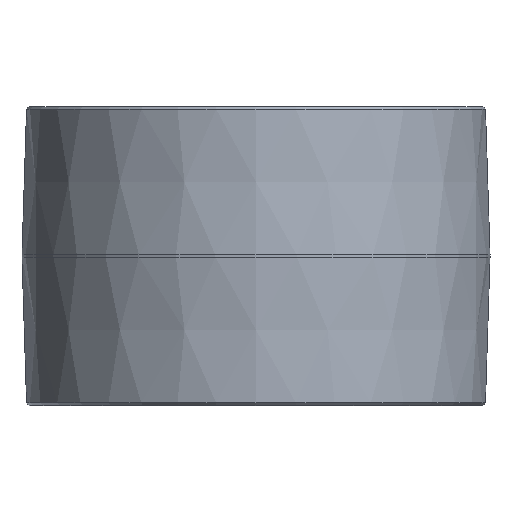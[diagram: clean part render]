
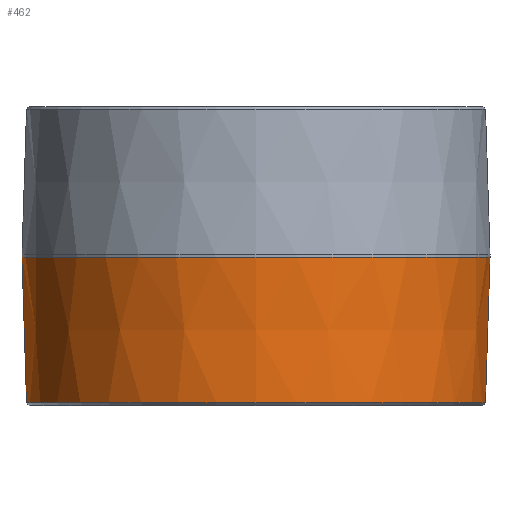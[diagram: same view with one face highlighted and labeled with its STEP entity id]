
A CAD part, front view. The second image highlights one B-rep face of the part: STEP entity #462.
In plain terms, the highlighted conical face has half-angle 1.78 degrees and reference radius 57.15 mm.
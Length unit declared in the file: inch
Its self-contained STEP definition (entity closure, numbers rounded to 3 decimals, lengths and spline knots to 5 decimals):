
#6 = CARTESIAN_POINT ( 'NONE',  ( 0., 0., 0.02499 ) ) ;
#16 = ORIENTED_EDGE ( 'NONE', *, *, #119, .T. ) ;
#28 = ORIENTED_EDGE ( 'NONE', *, *, #175, .F. ) ;
#33 = DIRECTION ( 'NONE',  ( 0.031, 0., 1. ) ) ;
#57 = ORIENTED_EDGE ( 'NONE', *, *, #378, .T. ) ;
#72 = VERTEX_POINT ( 'NONE', #419 ) ;
#84 = CARTESIAN_POINT ( 'NONE',  ( 0., 0., 1.4275 ) ) ;
#89 = DIRECTION ( 'NONE',  ( 0., 0., 1. ) ) ;
#92 = DIRECTION ( 'NONE',  ( 0., 0., -1. ) ) ;
#95 = ORIENTED_EDGE ( 'NONE', *, *, #442, .T. ) ;
#114 = CARTESIAN_POINT ( 'NONE',  ( 2.25, 0., 1.4275 ) ) ;
#119 = EDGE_CURVE ( 'NONE', #422, #148, #166, .T. ) ;
#141 = CARTESIAN_POINT ( 'NONE',  ( 2.20641, 0., 0.02499 ) ) ;
#148 = VERTEX_POINT ( 'NONE', #114 ) ;
#164 = CIRCLE ( 'NONE', #521, 2.20641 ) ;
#166 = LINE ( 'NONE', #286, #455 ) ;
#170 = DIRECTION ( 'NONE',  ( -0.031, 0., 1. ) ) ;
#175 = EDGE_CURVE ( 'NONE', #428, #72, #551, .T. ) ;
#193 = AXIS2_PLACEMENT_3D ( 'NONE', #528, #92, #255 ) ;
#255 = DIRECTION ( 'NONE',  ( -1., 0., 0. ) ) ;
#261 = CARTESIAN_POINT ( 'NONE',  ( -2.25, 0., 1.4275 ) ) ;
#267 = VECTOR ( 'NONE', #170, 39.37008 ) ;
#278 = EDGE_LOOP ( 'NONE', ( #28, #95, #16, #57 ) ) ;
#286 = CARTESIAN_POINT ( 'NONE',  ( 2.25, 0., 1.4275 ) ) ;
#311 = FACE_OUTER_BOUND ( 'NONE', #278, .T. ) ;
#344 = CARTESIAN_POINT ( 'NONE',  ( -2.20641, 0., 0.02499 ) ) ;
#378 = EDGE_CURVE ( 'NONE', #148, #72, #412, .T. ) ;
#383 = AXIS2_PLACEMENT_3D ( 'NONE', #84, #89, #429 ) ;
#390 = DIRECTION ( 'NONE',  ( 0., 0., 1. ) ) ;
#412 = CIRCLE ( 'NONE', #193, 2.25 ) ;
#418 = CONICAL_SURFACE ( 'NONE', #383, 2.25, 0.031 ) ;
#419 = CARTESIAN_POINT ( 'NONE',  ( -2.25, 0., 1.4275 ) ) ;
#422 = VERTEX_POINT ( 'NONE', #141 ) ;
#428 = VERTEX_POINT ( 'NONE', #344 ) ;
#429 = DIRECTION ( 'NONE',  ( 1., 0., 0. ) ) ;
#442 = EDGE_CURVE ( 'NONE', #428, #422, #164, .T. ) ;
#455 = VECTOR ( 'NONE', #33, 39.37008 ) ;
#462 = ADVANCED_FACE ( 'NONE', ( #311 ), #418, .T. ) ;
#521 = AXIS2_PLACEMENT_3D ( 'NONE', #6, #390, #524 ) ;
#524 = DIRECTION ( 'NONE',  ( -1., 0., 0. ) ) ;
#528 = CARTESIAN_POINT ( 'NONE',  ( 0., 0., 1.4275 ) ) ;
#551 = LINE ( 'NONE', #261, #267 ) ;
